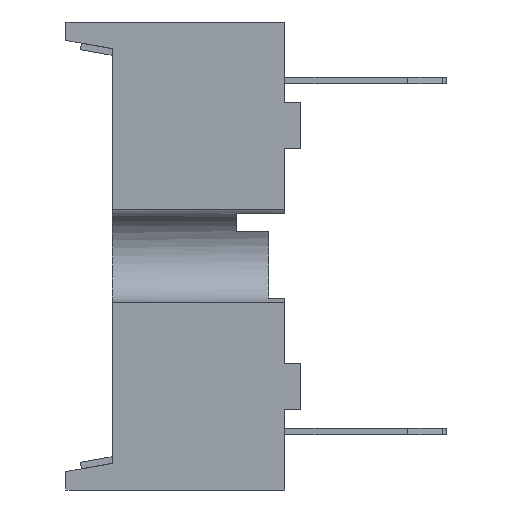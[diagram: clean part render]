
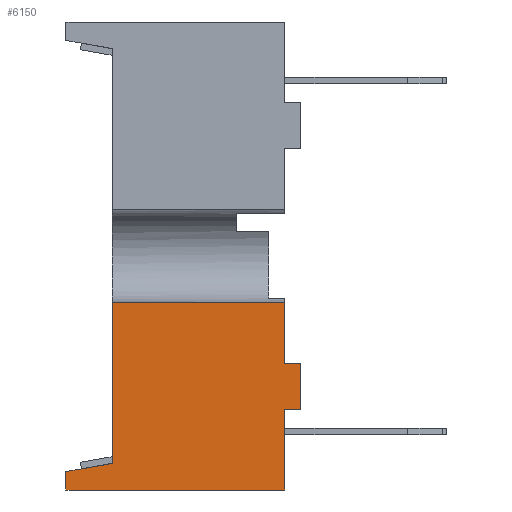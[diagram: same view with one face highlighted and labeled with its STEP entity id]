
A CAD part, left-side view. The second image highlights one B-rep face of the part: STEP entity #6150.
In plain terms, the highlighted planar face has unit normal (-1, 0, 0).
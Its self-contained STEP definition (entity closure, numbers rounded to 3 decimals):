
#6150=ADVANCED_FACE('',(#16550),#16551,.T.);
#10302=VERTEX_POINT('',#21011);
#10306=VERTEX_POINT('',#21015);
#10308=EDGE_CURVE('',#10302,#10306,#21017,.T.);
#12844=VERTEX_POINT('',#23553);
#12850=VERTEX_POINT('',#23559);
#12852=EDGE_CURVE('',#12850,#12844,#23561,.T.);
#12938=VERTEX_POINT('',#23647);
#12940=EDGE_CURVE('',#12850,#12938,#23649,.T.);
#12948=EDGE_CURVE('',#10306,#12844,#23657,.T.);
#12950=VERTEX_POINT('',#23659);
#12952=EDGE_CURVE('',#12950,#10302,#23661,.T.);
#12954=VERTEX_POINT('',#23663);
#12956=EDGE_CURVE('',#12954,#12950,#23665,.T.);
#12958=VERTEX_POINT('',#23667);
#12960=EDGE_CURVE('',#12958,#12954,#23669,.T.);
#12962=VERTEX_POINT('',#23671);
#12964=EDGE_CURVE('',#12962,#12958,#23673,.T.);
#12966=VERTEX_POINT('',#23675);
#12968=EDGE_CURVE('',#12966,#12962,#23677,.T.);
#12970=EDGE_CURVE('',#12938,#12966,#23679,.T.);
#16550=FACE_OUTER_BOUND('',#27277,.T.);
#16551=PLANE('',#27278);
#21011=CARTESIAN_POINT('',(-17.78,1.0,-4.68));
#21015=CARTESIAN_POINT('',(-17.78,0.,-4.504));
#21017=LINE('',#33737,#33738);
#23553=CARTESIAN_POINT('',(-17.78,0.0,-1.));
#23559=CARTESIAN_POINT('',(-17.78,-3.75,-1.));
#23561=LINE('',#37722,#37723);
#23647=CARTESIAN_POINT('',(-17.78,-3.75,-2.33));
#23649=LINE('',#37854,#37855);
#23657=LINE('',#37868,#37869);
#23659=CARTESIAN_POINT('',(-17.78,1.0,-5.08));
#23661=LINE('',#37874,#37875);
#23663=CARTESIAN_POINT('',(-17.78,-3.75,-5.08));
#23665=LINE('',#37880,#37881);
#23667=CARTESIAN_POINT('',(-17.78,-3.75,-3.33));
#23669=LINE('',#37886,#37887);
#23671=CARTESIAN_POINT('',(-17.78,-4.1,-3.33));
#23673=LINE('',#37892,#37893);
#23675=CARTESIAN_POINT('',(-17.78,-4.1,-2.33));
#23677=LINE('',#37898,#37899);
#23679=LINE('',#37902,#37903);
#27277=EDGE_LOOP('',(#46395,#46396,#46397,#46398,#46399,#46400,#46401,#46402,#46403,#46404));
#27278=AXIS2_PLACEMENT_3D('',#46405,#46406,#46407);
#33737=CARTESIAN_POINT('',(-17.78,0.,-4.504));
#33738=VECTOR('',#50395,1.0);
#37722=CARTESIAN_POINT('',(-17.78,-2.0,-1.));
#37723=VECTOR('',#51378,1.0);
#37854=CARTESIAN_POINT('',(-17.78,-3.75,-2.33));
#37855=VECTOR('',#51410,1.0);
#37868=CARTESIAN_POINT('',(-17.78,0.,4.504));
#37869=VECTOR('',#51413,1.0);
#37874=CARTESIAN_POINT('',(-17.78,1.0,-4.68));
#37875=VECTOR('',#51414,1.0);
#37880=CARTESIAN_POINT('',(-17.78,1.0,-5.08));
#37881=VECTOR('',#51415,1.0);
#37886=CARTESIAN_POINT('',(-17.78,-3.75,-5.08));
#37887=VECTOR('',#51416,1.0);
#37892=CARTESIAN_POINT('',(-17.78,-3.75,-3.33));
#37893=VECTOR('',#51417,1.0);
#37898=CARTESIAN_POINT('',(-17.78,-4.1,-3.33));
#37899=VECTOR('',#51418,1.0);
#37902=CARTESIAN_POINT('',(-17.78,-4.1,-2.33));
#37903=VECTOR('',#51419,1.0);
#46395=ORIENTED_EDGE('',*,*,#12852,.T.);
#46396=ORIENTED_EDGE('',*,*,#12948,.F.);
#46397=ORIENTED_EDGE('',*,*,#10308,.F.);
#46398=ORIENTED_EDGE('',*,*,#12952,.F.);
#46399=ORIENTED_EDGE('',*,*,#12956,.F.);
#46400=ORIENTED_EDGE('',*,*,#12960,.F.);
#46401=ORIENTED_EDGE('',*,*,#12964,.F.);
#46402=ORIENTED_EDGE('',*,*,#12968,.F.);
#46403=ORIENTED_EDGE('',*,*,#12970,.F.);
#46404=ORIENTED_EDGE('',*,*,#12940,.F.);
#46405=CARTESIAN_POINT('',(-17.78,-1.755,0.029));
#46406=DIRECTION('',(-1.0,0.0,0.));
#46407=DIRECTION('',(0.0,1.0,0.0));
#50395=DIRECTION('',(0.,-0.985,0.174));
#51378=DIRECTION('',(0.0,1.0,0.0));
#51410=DIRECTION('',(0.,0.,-1.0));
#51413=DIRECTION('',(0.,0.,1.0));
#51414=DIRECTION('',(0.,0.0,1.0));
#51415=DIRECTION('',(0.,1.0,0.));
#51416=DIRECTION('',(0.,0.,-1.0));
#51417=DIRECTION('',(0.0,1.0,0.0));
#51418=DIRECTION('',(0.,0.,-1.0));
#51419=DIRECTION('',(0.0,-1.0,-0.0));
